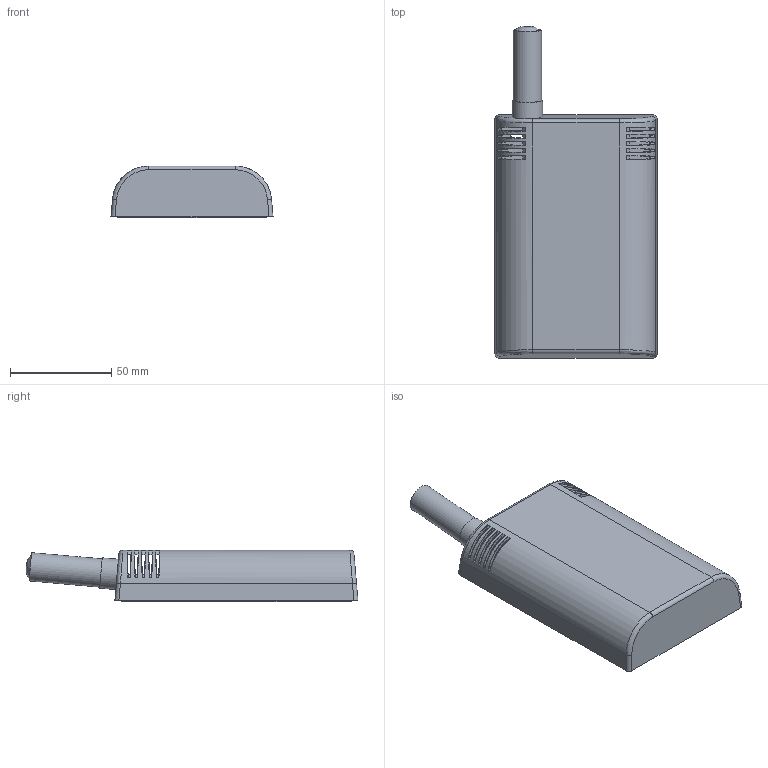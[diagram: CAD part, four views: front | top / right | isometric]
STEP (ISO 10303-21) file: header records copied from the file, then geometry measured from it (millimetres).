
FILE_DESCRIPTION(/* description */ (''),/* implementation_level */ '2;1');
FILE_NAME(/* name */ 'Si-xxxP1Ax.step',/* time_stamp */ '2021-07-29T13:56:36+02:00',/* author */ (''),/* organization */ (''),/* preprocessor_version */ 'ST-DEVELOPER v18.1',/* originating_system */ 'Autodesk Translation Framework v10.9.0.1377',/* authorisation */ '');
FILE_SCHEMA (('AUTOMOTIVE_DESIGN { 1 0 10303 214 3 1 1 }','INTEGRATED_CNC_SCHEMA'));
Length unit declared in the file: millimetre
Products named in the file (5): Si-xxxP1Ax; Thermo120_B; BASE 120_M; COPERCHIO 120_M; Filtr_R1
Assembly tree (4 placements, depth 3):
  Si-xxxP1Ax
    Thermo120_B
      BASE 120_M
      COPERCHIO 120_M
    Filtr_R1
Bounding box: 80 x 163.83 x 25.6 mm (x, y, z)
Volume: 47065.1 mm3; surface area: 55606.2 mm2
Topology: 3 solids, 3 shells, 492 faces, 1284 edges, 809 vertices
Faces by surface type: plane 217, cylinder 148, torus 52, bspline 41, cone 34
Full cylindrical faces by diameter (mm): 12 x1, 14 x1, 15 x1, 20 x1
Entity records: 17420 total; most frequent: CARTESIAN_POINT 4575, ORIENTED_EDGE 2568, DIRECTION 2554, EDGE_CURVE 1284, AXIS2_PLACEMENT_3D 934, VERTEX_POINT 809, LINE 686, VECTOR 686
